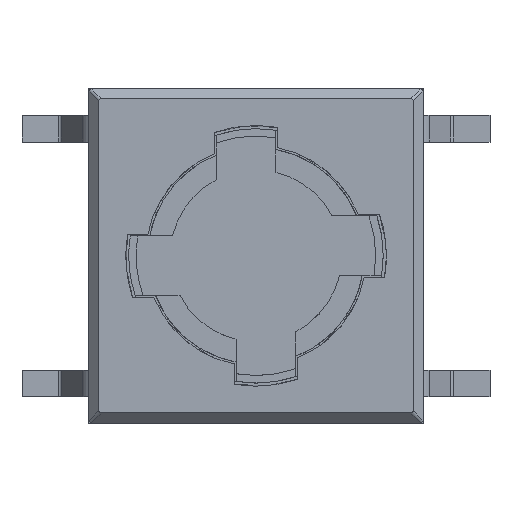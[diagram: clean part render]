
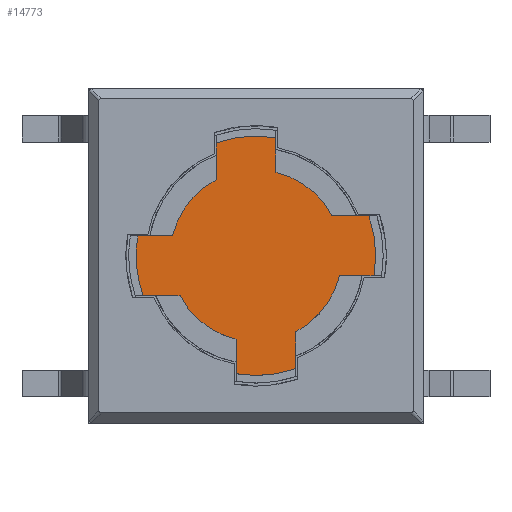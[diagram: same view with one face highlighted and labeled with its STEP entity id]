
A CAD part, top view. The second image highlights one B-rep face of the part: STEP entity #14773.
In plain terms, the highlighted planar face has unit normal (0, 0, 1).
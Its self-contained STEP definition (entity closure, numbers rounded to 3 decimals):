
#53 = DIRECTION ( 'NONE',  ( 0., 0., -1. ) ) ;
#203 = DIRECTION ( 'NONE',  ( -1., 0., 0. ) ) ;
#250 = VERTEX_POINT ( 'NONE', #9182 ) ;
#291 = ORIENTED_EDGE ( 'NONE', *, *, #7750, .T. ) ;
#363 = EDGE_CURVE ( 'NONE', #9881, #14392, #13020, .T. ) ;
#583 = EDGE_CURVE ( 'NONE', #2208, #8745, #3145, .T. ) ;
#1079 = EDGE_CURVE ( 'NONE', #12674, #6577, #7408, .T. ) ;
#1104 = VERTEX_POINT ( 'NONE', #2408 ) ;
#1165 = VECTOR ( 'NONE', #12115, 1000. ) ;
#1421 = VERTEX_POINT ( 'NONE', #2350 ) ;
#1524 = CARTESIAN_POINT ( 'NONE',  ( -3.377, -1.194, 6.37 ) ) ;
#1614 = ORIENTED_EDGE ( 'NONE', *, *, #3265, .F. ) ;
#1708 = EDGE_CURVE ( 'NONE', #12409, #7821, #14972, .T. ) ;
#1735 = VERTEX_POINT ( 'NONE', #8544 ) ;
#1772 = EDGE_CURVE ( 'NONE', #1104, #4981, #3990, .T. ) ;
#1790 = CARTESIAN_POINT ( 'NONE',  ( -1.194, 3.377, 6.37 ) ) ;
#1837 = EDGE_CURVE ( 'NONE', #14537, #9881, #15167, .T. ) ;
#1851 = AXIS2_PLACEMENT_3D ( 'NONE', #13112, #5986, #14320 ) ;
#1859 = ORIENTED_EDGE ( 'NONE', *, *, #9566, .T. ) ;
#2208 = VERTEX_POINT ( 'NONE', #3206 ) ;
#2215 = AXIS2_PLACEMENT_3D ( 'NONE', #5362, #13716, #6571 ) ;
#2258 = DIRECTION ( 'NONE',  ( 0., 0., -1. ) ) ;
#2350 = CARTESIAN_POINT ( 'NONE',  ( -2.273, -1.194, 6.37 ) ) ;
#2354 = CARTESIAN_POINT ( 'NONE',  ( -3.532, 0.597, 6.37 ) ) ;
#2408 = CARTESIAN_POINT ( 'NONE',  ( 0.597, 2.497, 6.37 ) ) ;
#2502 = DIRECTION ( 'NONE',  ( 0., 0., -1. ) ) ;
#2626 = CARTESIAN_POINT ( 'NONE',  ( -2.497, 0.597, 6.37 ) ) ;
#2685 = VECTOR ( 'NONE', #11969, 1000. ) ;
#2729 = DIRECTION ( 'NONE',  ( 0., 0., -1. ) ) ;
#2818 = ORIENTED_EDGE ( 'NONE', *, *, #1079, .F. ) ;
#2869 = VECTOR ( 'NONE', #13335, 1000. ) ;
#3145 = CIRCLE ( 'NONE', #13449, 3.582 ) ;
#3206 = CARTESIAN_POINT ( 'NONE',  ( 1.194, -3.377, 6.37 ) ) ;
#3229 = ORIENTED_EDGE ( 'NONE', *, *, #1837, .F. ) ;
#3265 = EDGE_CURVE ( 'NONE', #1735, #10867, #7503, .T. ) ;
#3399 = DIRECTION ( 'NONE',  ( 0., 0., 1. ) ) ;
#3454 = VERTEX_POINT ( 'NONE', #2626 ) ;
#3456 = ORIENTED_EDGE ( 'NONE', *, *, #7866, .T. ) ;
#3813 = CARTESIAN_POINT ( 'NONE',  ( 0., 0.597, 6.37 ) ) ;
#3832 = DIRECTION ( 'NONE',  ( 0., 0., -1. ) ) ;
#3930 = AXIS2_PLACEMENT_3D ( 'NONE', #12301, #5161, #13521 ) ;
#3990 = CIRCLE ( 'NONE', #12080, 2.567 ) ;
#4100 = AXIS2_PLACEMENT_3D ( 'NONE', #9623, #2502, #10831 ) ;
#4378 = CARTESIAN_POINT ( 'NONE',  ( 0., 1.194, 6.37 ) ) ;
#4505 = CARTESIAN_POINT ( 'NONE',  ( 1.194, 0., 6.37 ) ) ;
#4802 = CARTESIAN_POINT ( 'NONE',  ( 0.597, 3.532, 6.37 ) ) ;
#4971 = AXIS2_PLACEMENT_3D ( 'NONE', #14457, #7315, #203 ) ;
#4981 = VERTEX_POINT ( 'NONE', #7388 ) ;
#5017 = ORIENTED_EDGE ( 'NONE', *, *, #1772, .F. ) ;
#5063 = CARTESIAN_POINT ( 'NONE',  ( 0., -0.597, 6.37 ) ) ;
#5161 = DIRECTION ( 'NONE',  ( 0., 0., -1. ) ) ;
#5362 = CARTESIAN_POINT ( 'NONE',  ( 0., 0., 6.37 ) ) ;
#5453 = VERTEX_POINT ( 'NONE', #14757 ) ;
#5623 = ORIENTED_EDGE ( 'NONE', *, *, #1708, .F. ) ;
#5867 = LINE ( 'NONE', #8370, #2685 ) ;
#5986 = DIRECTION ( 'NONE',  ( 0., 0., -1. ) ) ;
#6169 = CARTESIAN_POINT ( 'NONE',  ( 1.194, -2.273, 6.37 ) ) ;
#6289 = DIRECTION ( 'NONE',  ( 1., 0., 0. ) ) ;
#6559 = ORIENTED_EDGE ( 'NONE', *, *, #7492, .T. ) ;
#6571 = DIRECTION ( 'NONE',  ( -1., 0., 0. ) ) ;
#6577 = VERTEX_POINT ( 'NONE', #4802 ) ;
#6707 = EDGE_CURVE ( 'NONE', #12674, #250, #7485, .T. ) ;
#6886 = DIRECTION ( 'NONE',  ( 0., 1., 0. ) ) ;
#7149 = CARTESIAN_POINT ( 'NONE',  ( 0., 0., 6.37 ) ) ;
#7306 = AXIS2_PLACEMENT_3D ( 'NONE', #10970, #3832, #12150 ) ;
#7315 = DIRECTION ( 'NONE',  ( 0., 0., -1. ) ) ;
#7329 = LINE ( 'NONE', #4378, #13282 ) ;
#7388 = CARTESIAN_POINT ( 'NONE',  ( 2.273, 1.194, 6.37 ) ) ;
#7408 = CIRCLE ( 'NONE', #13359, 3.582 ) ;
#7446 = CARTESIAN_POINT ( 'NONE',  ( -0.597, 0., 6.37 ) ) ;
#7485 = LINE ( 'NONE', #13333, #1165 ) ;
#7492 = EDGE_CURVE ( 'NONE', #12409, #10867, #9499, .T. ) ;
#7503 = CIRCLE ( 'NONE', #4100, 3.582 ) ;
#7750 = EDGE_CURVE ( 'NONE', #14537, #1421, #12794, .T. ) ;
#7821 = VERTEX_POINT ( 'NONE', #6169 ) ;
#7866 = EDGE_CURVE ( 'NONE', #5453, #8745, #8300, .T. ) ;
#8300 = LINE ( 'NONE', #7446, #14293 ) ;
#8337 = DIRECTION ( 'NONE',  ( -1., 0., 0. ) ) ;
#8339 = EDGE_CURVE ( 'NONE', #1104, #6577, #5867, .T. ) ;
#8370 = CARTESIAN_POINT ( 'NONE',  ( 0.597, 0., 6.37 ) ) ;
#8418 = EDGE_CURVE ( 'NONE', #3454, #14392, #9193, .T. ) ;
#8512 = AXIS2_PLACEMENT_3D ( 'NONE', #10521, #3399, #11689 ) ;
#8515 = ORIENTED_EDGE ( 'NONE', *, *, #8339, .T. ) ;
#8544 = CARTESIAN_POINT ( 'NONE',  ( 3.377, 1.194, 6.37 ) ) ;
#8745 = VERTEX_POINT ( 'NONE', #14118 ) ;
#8996 = VECTOR ( 'NONE', #6886, 1000. ) ;
#9132 = ORIENTED_EDGE ( 'NONE', *, *, #583, .F. ) ;
#9173 = EDGE_LOOP ( 'NONE', ( #14987, #12099, #12423, #9883, #3229, #291, #10904, #3456, #9132, #1859, #5623, #6559, #1614, #11350, #5017, #8515, #2818 ) ) ;
#9182 = CARTESIAN_POINT ( 'NONE',  ( -1.194, 2.273, 6.37 ) ) ;
#9193 = LINE ( 'NONE', #3813, #2869 ) ;
#9399 = CARTESIAN_POINT ( 'NONE',  ( 0., 0., 6.37 ) ) ;
#9499 = LINE ( 'NONE', #5063, #12658 ) ;
#9566 = EDGE_CURVE ( 'NONE', #2208, #7821, #12181, .T. ) ;
#9595 = CARTESIAN_POINT ( 'NONE',  ( 2.497, -0.597, 6.37 ) ) ;
#9623 = CARTESIAN_POINT ( 'NONE',  ( 0., 0., 6.37 ) ) ;
#9814 = EDGE_CURVE ( 'NONE', #1735, #4981, #7329, .T. ) ;
#9843 = CARTESIAN_POINT ( 'NONE',  ( 0., 0., 6.37 ) ) ;
#9881 = VERTEX_POINT ( 'NONE', #12905 ) ;
#9883 = ORIENTED_EDGE ( 'NONE', *, *, #363, .F. ) ;
#9964 = VECTOR ( 'NONE', #10749, 1000. ) ;
#10264 = CARTESIAN_POINT ( 'NONE',  ( 3.532, -0.597, 6.37 ) ) ;
#10521 = CARTESIAN_POINT ( 'NONE',  ( 3.654, 3.654, 6.37 ) ) ;
#10585 = DIRECTION ( 'NONE',  ( -1., 0., 0. ) ) ;
#10626 = CIRCLE ( 'NONE', #1851, 2.567 ) ;
#10749 = DIRECTION ( 'NONE',  ( 1., 0., 0. ) ) ;
#10831 = DIRECTION ( 'NONE',  ( -1., 0., 0. ) ) ;
#10867 = VERTEX_POINT ( 'NONE', #10264 ) ;
#10904 = ORIENTED_EDGE ( 'NONE', *, *, #15107, .F. ) ;
#10970 = CARTESIAN_POINT ( 'NONE',  ( 0., 0., 6.37 ) ) ;
#11070 = DIRECTION ( 'NONE',  ( 1., 0., 0. ) ) ;
#11350 = ORIENTED_EDGE ( 'NONE', *, *, #9814, .T. ) ;
#11689 = DIRECTION ( 'NONE',  ( -1., 0., 0. ) ) ;
#11715 = CIRCLE ( 'NONE', #3930, 2.567 ) ;
#11969 = DIRECTION ( 'NONE',  ( 0., 1., 0. ) ) ;
#12080 = AXIS2_PLACEMENT_3D ( 'NONE', #9843, #2729, #11070 ) ;
#12099 = ORIENTED_EDGE ( 'NONE', *, *, #14853, .F. ) ;
#12115 = DIRECTION ( 'NONE',  ( 0., -1., 0. ) ) ;
#12150 = DIRECTION ( 'NONE',  ( 1., 0., 0. ) ) ;
#12181 = LINE ( 'NONE', #4505, #8996 ) ;
#12301 = CARTESIAN_POINT ( 'NONE',  ( 0., 0., 6.37 ) ) ;
#12409 = VERTEX_POINT ( 'NONE', #9595 ) ;
#12423 = ORIENTED_EDGE ( 'NONE', *, *, #8418, .T. ) ;
#12658 = VECTOR ( 'NONE', #6289, 1000. ) ;
#12674 = VERTEX_POINT ( 'NONE', #1790 ) ;
#12794 = LINE ( 'NONE', #14341, #9964 ) ;
#12852 = PLANE ( 'NONE',  #8512 ) ;
#12905 = CARTESIAN_POINT ( 'NONE',  ( -3.582, 0., 6.37 ) ) ;
#13020 = CIRCLE ( 'NONE', #4971, 3.582 ) ;
#13112 = CARTESIAN_POINT ( 'NONE',  ( 0., 0., 6.37 ) ) ;
#13282 = VECTOR ( 'NONE', #15063, 1000. ) ;
#13333 = CARTESIAN_POINT ( 'NONE',  ( -1.194, 0., 6.37 ) ) ;
#13335 = DIRECTION ( 'NONE',  ( -1., 0., 0. ) ) ;
#13342 = DIRECTION ( 'NONE',  ( 0., -1., 0. ) ) ;
#13359 = AXIS2_PLACEMENT_3D ( 'NONE', #7149, #53, #8337 ) ;
#13449 = AXIS2_PLACEMENT_3D ( 'NONE', #9399, #2258, #10585 ) ;
#13521 = DIRECTION ( 'NONE',  ( 1., 0., 0. ) ) ;
#13716 = DIRECTION ( 'NONE',  ( 0., 0., -1. ) ) ;
#14118 = CARTESIAN_POINT ( 'NONE',  ( -0.597, -3.532, 6.37 ) ) ;
#14293 = VECTOR ( 'NONE', #13342, 1000. ) ;
#14320 = DIRECTION ( 'NONE',  ( 1., 0., 0. ) ) ;
#14341 = CARTESIAN_POINT ( 'NONE',  ( 0., -1.194, 6.37 ) ) ;
#14392 = VERTEX_POINT ( 'NONE', #2354 ) ;
#14457 = CARTESIAN_POINT ( 'NONE',  ( 0., 0., 6.37 ) ) ;
#14537 = VERTEX_POINT ( 'NONE', #1524 ) ;
#14711 = FACE_OUTER_BOUND ( 'NONE', #9173, .T. ) ;
#14757 = CARTESIAN_POINT ( 'NONE',  ( -0.597, -2.497, 6.37 ) ) ;
#14773 = ADVANCED_FACE ( 'NONE', ( #14711 ), #12852, .T. ) ;
#14853 = EDGE_CURVE ( 'NONE', #3454, #250, #10626, .T. ) ;
#14972 = CIRCLE ( 'NONE', #7306, 2.567 ) ;
#14987 = ORIENTED_EDGE ( 'NONE', *, *, #6707, .T. ) ;
#15063 = DIRECTION ( 'NONE',  ( -1., 0., 0. ) ) ;
#15107 = EDGE_CURVE ( 'NONE', #5453, #1421, #11715, .T. ) ;
#15167 = CIRCLE ( 'NONE', #2215, 3.582 ) ;
